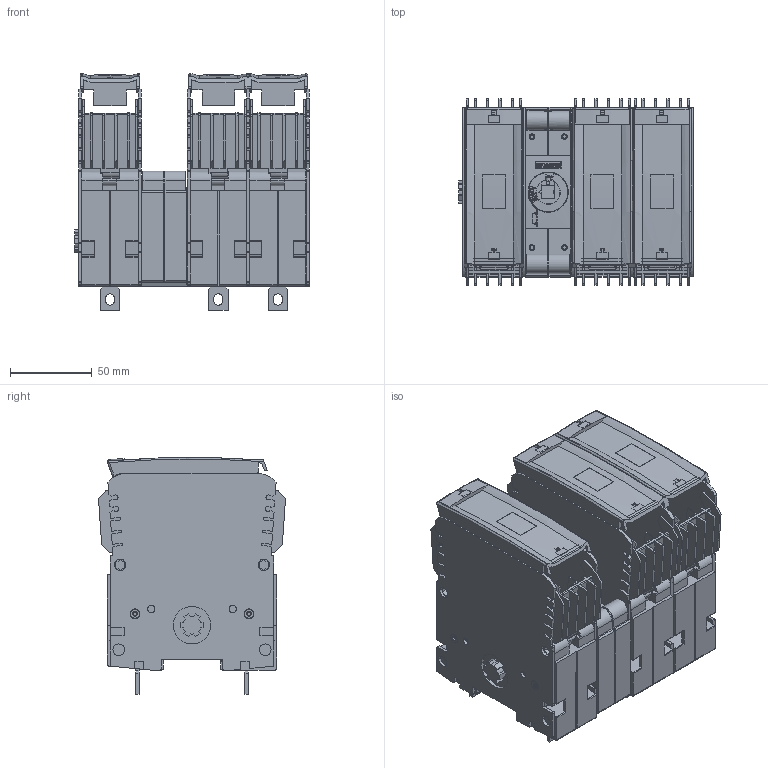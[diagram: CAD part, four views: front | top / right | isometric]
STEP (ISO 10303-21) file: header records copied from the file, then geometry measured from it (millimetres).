
FILE_DESCRIPTION(('STEP AP214'),'1');
FILE_NAME('cctmp_24694F1D-70CF-421F-BA73-BA212B03773F_2023_10_04_12_19_31_0725..stp','2023-10-04T10:19:34',('SIEMENS A&D'),('CADClick - www.CADClick.com'),'Spatial InterOp 3D',' ','unknown authorization');
FILE_SCHEMA(('AUTOMOTIVE_DESIGN'));
Length unit declared in the file: millimetre
Products named in the file (1): 1
Bounding box: 143.95 x 114.65 x 145.36 mm (x, y, z)
Volume: 958902.8 mm3; surface area: 326354.9 mm2
Topology: 7 solids, 18 shells, 3970 faces, 11257 edges, 7406 vertices
Faces by surface type: plane 2633, cylinder 1256, torus 57, revolution 15, cone 5, sphere 4
Entity records: 164723 total; most frequent: CARTESIAN_POINT 27213, ORIENTED_EDGE 22530, DIRECTION 21860, EDGE_CURVE 11265, LINE 7815, VECTOR 7815, VERTEX_POINT 7418, AXIS2_PLACEMENT_3D 7015
